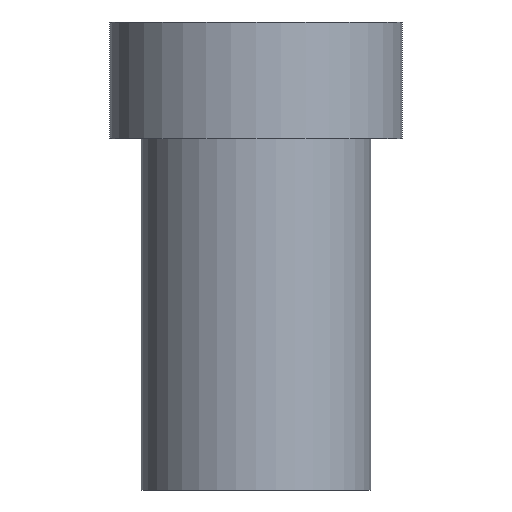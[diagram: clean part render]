
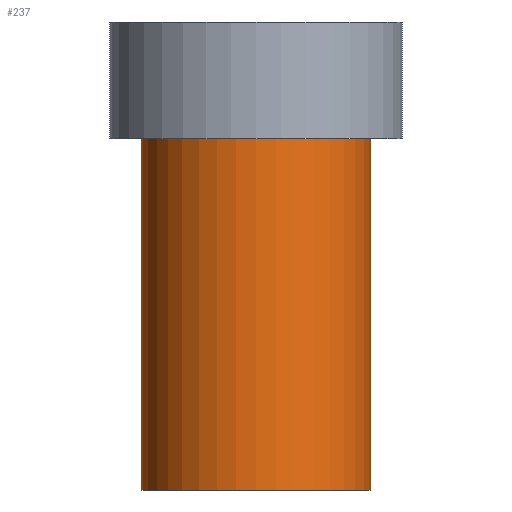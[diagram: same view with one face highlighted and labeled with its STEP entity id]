
A CAD part, front view. The second image highlights one B-rep face of the part: STEP entity #237.
In plain terms, the highlighted cylindrical face has radius 12.446 mm (diameter 24.892 mm), a full revolution.
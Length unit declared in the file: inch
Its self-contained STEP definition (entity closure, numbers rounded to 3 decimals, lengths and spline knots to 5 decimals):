
#205=CARTESIAN_POINT('',(0.,5.6,-1.5));
#206=DIRECTION('',(0.,0.,1.));
#207=DIRECTION('',(1.,0.,-0.));
#208=AXIS2_PLACEMENT_3D('',#205,#206,#207);
#209=CYLINDRICAL_SURFACE('',#208,0.49);
#210=CARTESIAN_POINT('',(0.49,5.6,0.));
#211=VERTEX_POINT('',#210);
#212=CARTESIAN_POINT('',(0.49,5.6,-1.5));
#213=VERTEX_POINT('',#212);
#214=CARTESIAN_POINT('',(0.49,5.6,0.));
#215=DIRECTION('',(-0.,-0.,-1.));
#216=VECTOR('',#215,1.5);
#217=LINE('',#214,#216);
#218=EDGE_CURVE('',#211,#213,#217,.T.);
#219=ORIENTED_EDGE('',*,*,#218,.T.);
#220=CARTESIAN_POINT('',(0.,5.6,-1.5));
#221=DIRECTION('',(0.,0.,1.));
#222=DIRECTION('',(1.,0.,-0.));
#223=AXIS2_PLACEMENT_3D('',#220,#221,#222);
#224=CIRCLE('',#223,0.49);
#225=EDGE_CURVE('',#213,#213,#224,.T.);
#226=ORIENTED_EDGE('',*,*,#225,.T.);
#227=ORIENTED_EDGE('',*,*,#218,.F.);
#228=CARTESIAN_POINT('',(0.,5.6,0.));
#229=DIRECTION('',(0.,0.,1.));
#230=DIRECTION('',(1.,0.,-0.));
#231=AXIS2_PLACEMENT_3D('',#228,#229,#230);
#232=CIRCLE('',#231,0.49);
#233=EDGE_CURVE('',#211,#211,#232,.T.);
#234=ORIENTED_EDGE('',*,*,#233,.F.);
#235=EDGE_LOOP('',(#219,#226,#227,#234));
#236=FACE_BOUND('',#235,.T.);
#237=ADVANCED_FACE('',(#236),#209,.T.);
